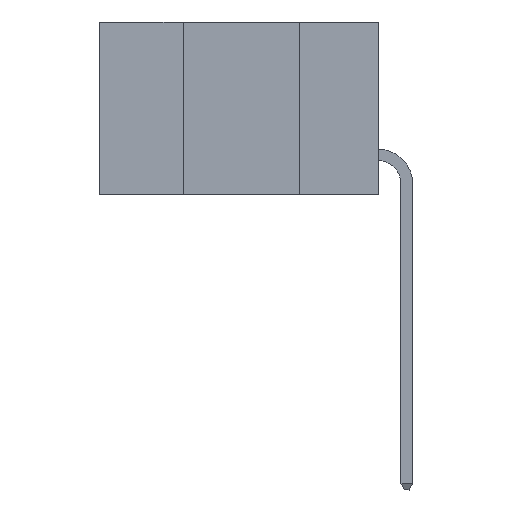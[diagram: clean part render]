
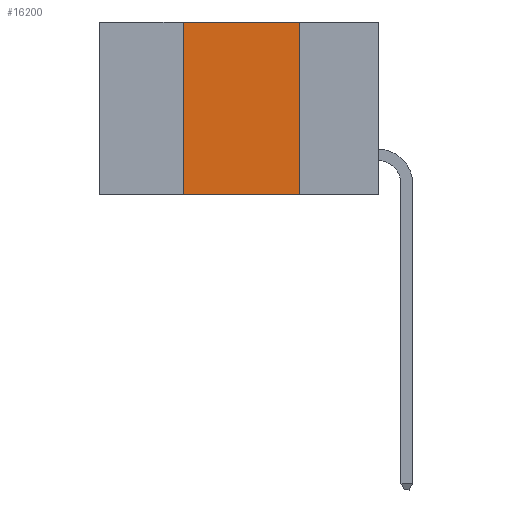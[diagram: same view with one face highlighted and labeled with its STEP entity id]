
A CAD part, left-side view. The second image highlights one B-rep face of the part: STEP entity #16200.
In plain terms, the highlighted planar face has unit normal (-1, 0, 0).
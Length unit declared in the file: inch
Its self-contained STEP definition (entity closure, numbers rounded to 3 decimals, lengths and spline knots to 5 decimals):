
#555 = PLANE ( 'NONE',  #15766 ) ;
#637 = ORIENTED_EDGE ( 'NONE', *, *, #17940, .F. ) ;
#1039 = VECTOR ( 'NONE', #3715, 39.37008 ) ;
#1207 = EDGE_CURVE ( 'NONE', #7182, #12350, #20812, .T. ) ;
#1815 = CARTESIAN_POINT ( 'NONE',  ( 0., 0.6, 0. ) ) ;
#1939 = CARTESIAN_POINT ( 'NONE',  ( 0., 0.17, 0. ) ) ;
#1973 = ORIENTED_EDGE ( 'NONE', *, *, #1207, .F. ) ;
#2123 = CARTESIAN_POINT ( 'NONE',  ( 0., 0.42, 0. ) ) ;
#2405 = VECTOR ( 'NONE', #14992, 39.37008 ) ;
#2948 = VECTOR ( 'NONE', #21300, 39.37008 ) ;
#3715 = DIRECTION ( 'NONE',  ( 0., -1., 0. ) ) ;
#3947 = DIRECTION ( 'NONE',  ( 0., 0., 1. ) ) ;
#4503 = FACE_OUTER_BOUND ( 'NONE', #23585, .T. ) ;
#7182 = VERTEX_POINT ( 'NONE', #21715 ) ;
#7439 = CARTESIAN_POINT ( 'NONE',  ( 0., 0.17, -0.37 ) ) ;
#8413 = DIRECTION ( 'NONE',  ( 1., 0., 0. ) ) ;
#9547 = VECTOR ( 'NONE', #3947, 39.37008 ) ;
#9662 = ORIENTED_EDGE ( 'NONE', *, *, #11411, .T. ) ;
#10269 = DIRECTION ( 'NONE',  ( 0., 0., -1. ) ) ;
#10545 = LINE ( 'NONE', #1939, #2405 ) ;
#11411 = EDGE_CURVE ( 'NONE', #20401, #11632, #17193, .T. ) ;
#11632 = VERTEX_POINT ( 'NONE', #7439 ) ;
#12101 = CARTESIAN_POINT ( 'NONE',  ( 0., 0.6, 0. ) ) ;
#12350 = VERTEX_POINT ( 'NONE', #19723 ) ;
#12697 = EDGE_CURVE ( 'NONE', #20401, #7182, #20619, .T. ) ;
#12734 = ORIENTED_EDGE ( 'NONE', *, *, #12697, .F. ) ;
#14048 = CARTESIAN_POINT ( 'NONE',  ( 0., 0.42, -0.37 ) ) ;
#14992 = DIRECTION ( 'NONE',  ( 0., 0., -1. ) ) ;
#15766 = AXIS2_PLACEMENT_3D ( 'NONE', #12101, #8413, #10269 ) ;
#16200 = ADVANCED_FACE ( 'NONE', ( #4503 ), #555, .F. ) ;
#17193 = LINE ( 'NONE', #22881, #2948 ) ;
#17940 = EDGE_CURVE ( 'NONE', #12350, #11632, #10545, .T. ) ;
#19723 = CARTESIAN_POINT ( 'NONE',  ( 0., 0.17, 0. ) ) ;
#20401 = VERTEX_POINT ( 'NONE', #14048 ) ;
#20619 = LINE ( 'NONE', #2123, #9547 ) ;
#20812 = LINE ( 'NONE', #1815, #1039 ) ;
#21300 = DIRECTION ( 'NONE',  ( 0., -1., 0. ) ) ;
#21715 = CARTESIAN_POINT ( 'NONE',  ( 0., 0.42, 0. ) ) ;
#22881 = CARTESIAN_POINT ( 'NONE',  ( 0., 0.6, -0.37 ) ) ;
#23585 = EDGE_LOOP ( 'NONE', ( #637, #1973, #12734, #9662 ) ) ;
